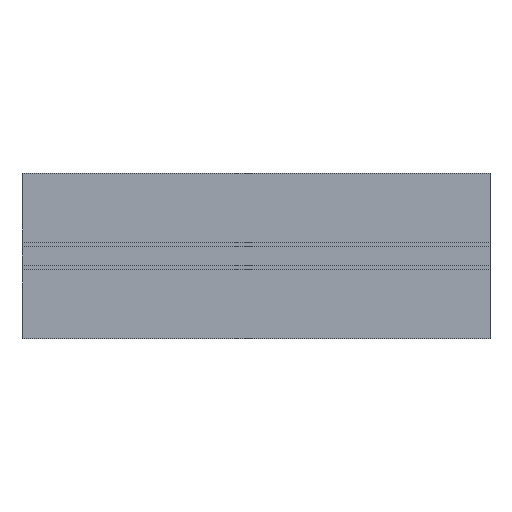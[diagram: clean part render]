
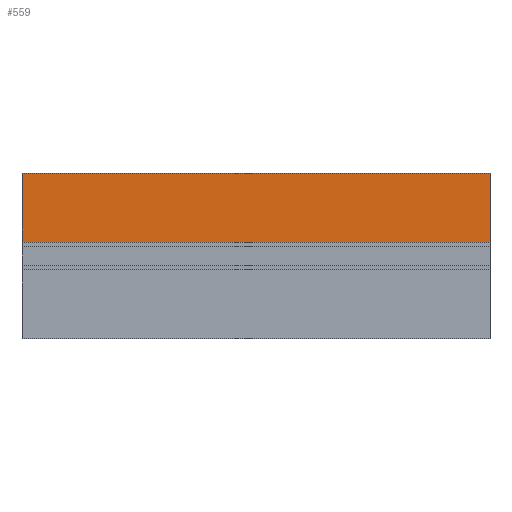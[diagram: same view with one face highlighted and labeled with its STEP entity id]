
A CAD part, left-side view. The second image highlights one B-rep face of the part: STEP entity #559.
In plain terms, the highlighted planar face has unit normal (-1, 0, 0).
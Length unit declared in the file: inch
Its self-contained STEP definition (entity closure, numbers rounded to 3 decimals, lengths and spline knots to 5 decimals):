
#498=CARTESIAN_POINT('',(15.3478,16.64155,0.98014));
#499=VERTEX_POINT('',#498);
#506=CARTESIAN_POINT('',(15.3478,10.64155,0.98014));
#507=VERTEX_POINT('',#506);
#508=CARTESIAN_POINT('',(15.3478,10.64155,0.98014));
#509=DIRECTION('',(0.,1.,0.));
#510=VECTOR('',#509,1.);
#511=LINE('',#508,#510);
#512=EDGE_CURVE('',#507,#499,#511,.T.);
#529=CARTESIAN_POINT('',(15.3478,16.64155,0.1));
#530=VERTEX_POINT('',#529);
#531=CARTESIAN_POINT('',(15.3478,16.64155,0.1));
#532=DIRECTION('',(0.,0.,-1.));
#533=VECTOR('',#532,1.);
#534=LINE('',#531,#533);
#535=EDGE_CURVE('',#499,#530,#534,.T.);
#536=ORIENTED_EDGE('',*,*,#535,.T.);
#537=CARTESIAN_POINT('',(15.3478,10.64155,0.1));
#538=VERTEX_POINT('',#537);
#539=CARTESIAN_POINT('',(15.3478,10.64155,0.1));
#540=DIRECTION('',(0.,1.,0.));
#541=VECTOR('',#540,1.);
#542=LINE('',#539,#541);
#543=EDGE_CURVE('',#538,#530,#542,.T.);
#544=ORIENTED_EDGE('',*,*,#543,.F.);
#545=CARTESIAN_POINT('',(15.3478,10.64155,0.1));
#546=DIRECTION('',(0.,0.,1.));
#547=VECTOR('',#546,1.);
#548=LINE('',#545,#547);
#549=EDGE_CURVE('',#538,#507,#548,.T.);
#550=ORIENTED_EDGE('',*,*,#549,.T.);
#551=ORIENTED_EDGE('',*,*,#512,.T.);
#552=EDGE_LOOP('',(#536,#544,#550,#551));
#553=FACE_OUTER_BOUND('',#552,.T.);
#554=CARTESIAN_POINT('',(15.3478,10.64155,0.54007));
#555=DIRECTION('',(-1.,0.,0.));
#556=DIRECTION('',(0.,0.,1.));
#557=AXIS2_PLACEMENT_3D('',#554,#555,#556);
#558=PLANE('',#557);
#559=ADVANCED_FACE('',(#553),#558,.T.);
